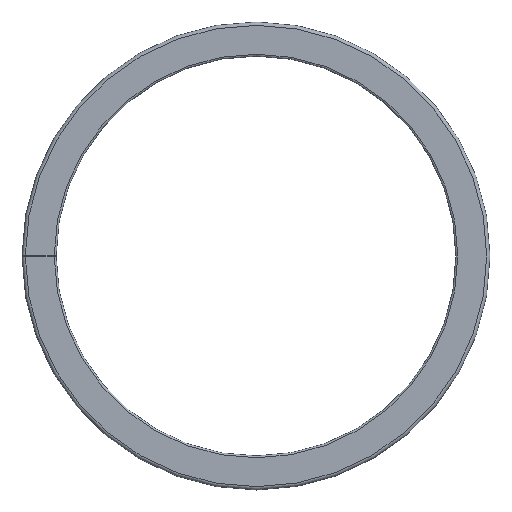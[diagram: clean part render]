
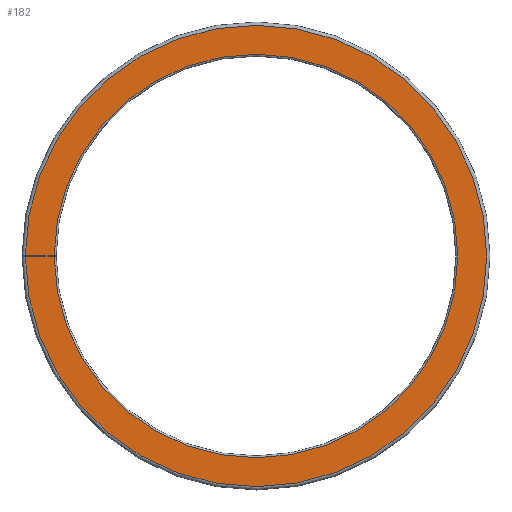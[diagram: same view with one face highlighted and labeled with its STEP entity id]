
A CAD part, left-side view. The second image highlights one B-rep face of the part: STEP entity #182.
In plain terms, the highlighted planar face has unit normal (-1, 0, 0).
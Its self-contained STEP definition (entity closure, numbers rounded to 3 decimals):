
#147=PLANE('',#1349);
#182=ADVANCED_FACE('',(#261),#147,.T.);
#261=FACE_OUTER_BOUND('',#324,.T.);
#324=EDGE_LOOP('',(#679,#680,#681,#682));
#425=CIRCLE('',#1346,110.9);
#426=CIRCLE('',#1348,97.);
#679=ORIENTED_EDGE('',*,*,#1028,.F.);
#680=ORIENTED_EDGE('',*,*,#1074,.F.);
#681=ORIENTED_EDGE('',*,*,#978,.T.);
#682=ORIENTED_EDGE('',*,*,#1075,.T.);
#847=VERTEX_POINT('',#2002);
#848=VERTEX_POINT('',#2004);
#896=VERTEX_POINT('',#2103);
#897=VERTEX_POINT('',#2105);
#978=EDGE_CURVE('',#848,#847,#1134,.T.);
#1028=EDGE_CURVE('',#896,#897,#1159,.T.);
#1074=EDGE_CURVE('',#848,#896,#425,.T.);
#1075=EDGE_CURVE('',#847,#897,#426,.T.);
#1134=LINE('',#2003,#1205);
#1159=LINE('',#2104,#1230);
#1205=VECTOR('',#1502,1.);
#1230=VECTOR('',#1581,1.);
#1346=AXIS2_PLACEMENT_3D('',#2194,#1679,#1680);
#1348=AXIS2_PLACEMENT_3D('',#2196,#1683,#1684);
#1349=AXIS2_PLACEMENT_3D('',#2197,#1685,#1686);
#1502=DIRECTION('',(0.,-1.,-0.003));
#1581=DIRECTION('',(0.,-1.,0.003));
#1679=DIRECTION('',(1.,0.,0.));
#1680=DIRECTION('',(0.,0.,-1.));
#1683=DIRECTION('',(1.,0.,0.));
#1684=DIRECTION('',(0.,0.,-1.));
#1685=DIRECTION('',(-1.,0.,0.));
#1686=DIRECTION('',(0.,0.,1.));
#2002=CARTESIAN_POINT('',(0.,0.899,0.339));
#2003=CARTESIAN_POINT('',(0.,14.799,0.387));
#2004=CARTESIAN_POINT('',(0.,14.799,0.387));
#2103=CARTESIAN_POINT('',(0.,14.799,-0.387));
#2104=CARTESIAN_POINT('',(0.,14.799,-0.387));
#2105=CARTESIAN_POINT('',(0.,0.899,-0.339));
#2194=CARTESIAN_POINT('',(0.,-96.1,0.));
#2196=CARTESIAN_POINT('',(0.,-96.1,0.));
#2197=CARTESIAN_POINT('',(0.,14.799,0.387));
